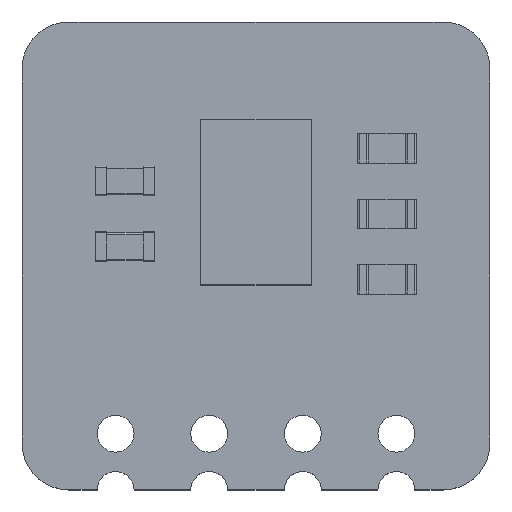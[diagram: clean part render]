
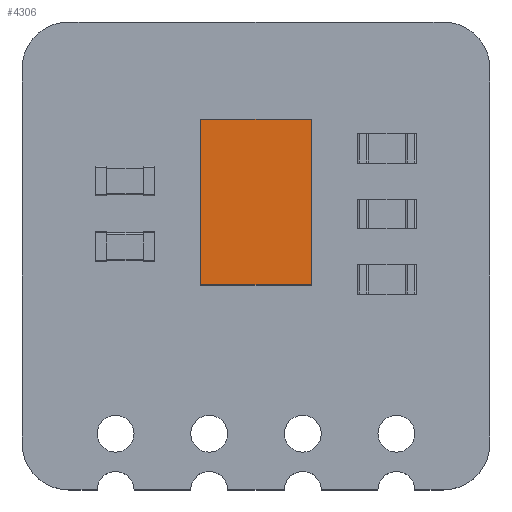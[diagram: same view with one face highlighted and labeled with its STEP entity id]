
A CAD part, top view. The second image highlights one B-rep face of the part: STEP entity #4306.
In plain terms, the highlighted face is planar.
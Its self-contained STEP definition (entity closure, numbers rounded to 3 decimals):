
#3997 = VERTEX_POINT('',#3998);
#3998 = CARTESIAN_POINT('',(-2.25,1.,-1.5));
#4007 = PLANE('',#4008);
#4008 = AXIS2_PLACEMENT_3D('',#4009,#4010,#4011);
#4009 = CARTESIAN_POINT('',(-2.25,1.,1.5));
#4010 = DIRECTION('',(1.,0.,0.));
#4011 = DIRECTION('',(0.,0.,-1.));
#4019 = PLANE('',#4020);
#4020 = AXIS2_PLACEMENT_3D('',#4021,#4022,#4023);
#4021 = CARTESIAN_POINT('',(2.25,1.,-1.5));
#4022 = DIRECTION('',(0.,0.,1.));
#4023 = DIRECTION('',(1.,0.,0.));
#4031 = EDGE_CURVE('',#3997,#4032,#4034,.T.);
#4032 = VERTEX_POINT('',#4033);
#4033 = CARTESIAN_POINT('',(-2.25,1.,1.5));
#4034 = SURFACE_CURVE('',#4035,(#4039,#4046),.PCURVE_S1.);
#4035 = LINE('',#4036,#4037);
#4036 = CARTESIAN_POINT('',(-2.25,1.,1.5));
#4037 = VECTOR('',#4038,1.);
#4038 = DIRECTION('',(0.,0.,1.));
#4039 = PCURVE('',#4007,#4040);
#4040 = DEFINITIONAL_REPRESENTATION('',(#4041),#4045);
#4041 = LINE('',#4042,#4043);
#4042 = CARTESIAN_POINT('',(0.,0.));
#4043 = VECTOR('',#4044,1.);
#4044 = DIRECTION('',(-1.,0.));
#4045 = ( GEOMETRIC_REPRESENTATION_CONTEXT(2) 
PARAMETRIC_REPRESENTATION_CONTEXT() REPRESENTATION_CONTEXT('2D SPACE',''
  ) );
#4046 = PCURVE('',#4047,#4052);
#4047 = PLANE('',#4048);
#4048 = AXIS2_PLACEMENT_3D('',#4049,#4050,#4051);
#4049 = CARTESIAN_POINT('',(0.,1.,0.));
#4050 = DIRECTION('',(0.,1.,0.));
#4051 = DIRECTION('',(0.,0.,1.));
#4052 = DEFINITIONAL_REPRESENTATION('',(#4053),#4057);
#4053 = LINE('',#4054,#4055);
#4054 = CARTESIAN_POINT('',(1.5,-2.25));
#4055 = VECTOR('',#4056,1.);
#4056 = DIRECTION('',(1.,0.));
#4057 = ( GEOMETRIC_REPRESENTATION_CONTEXT(2) 
PARAMETRIC_REPRESENTATION_CONTEXT() REPRESENTATION_CONTEXT('2D SPACE',''
  ) );
#4075 = PLANE('',#4076);
#4076 = AXIS2_PLACEMENT_3D('',#4077,#4078,#4079);
#4077 = CARTESIAN_POINT('',(2.25,1.,1.5));
#4078 = DIRECTION('',(0.,0.,-1.));
#4079 = DIRECTION('',(-1.,0.,0.));
#4117 = EDGE_CURVE('',#4032,#4118,#4120,.T.);
#4118 = VERTEX_POINT('',#4119);
#4119 = CARTESIAN_POINT('',(2.25,1.,1.5));
#4120 = SURFACE_CURVE('',#4121,(#4125,#4132),.PCURVE_S1.);
#4121 = LINE('',#4122,#4123);
#4122 = CARTESIAN_POINT('',(2.25,1.,1.5));
#4123 = VECTOR('',#4124,1.);
#4124 = DIRECTION('',(1.,0.,0.));
#4125 = PCURVE('',#4075,#4126);
#4126 = DEFINITIONAL_REPRESENTATION('',(#4127),#4131);
#4127 = LINE('',#4128,#4129);
#4128 = CARTESIAN_POINT('',(0.,0.));
#4129 = VECTOR('',#4130,1.);
#4130 = DIRECTION('',(-1.,0.));
#4131 = ( GEOMETRIC_REPRESENTATION_CONTEXT(2) 
PARAMETRIC_REPRESENTATION_CONTEXT() REPRESENTATION_CONTEXT('2D SPACE',''
  ) );
#4132 = PCURVE('',#4047,#4133);
#4133 = DEFINITIONAL_REPRESENTATION('',(#4134),#4138);
#4134 = LINE('',#4135,#4136);
#4135 = CARTESIAN_POINT('',(1.5,2.25));
#4136 = VECTOR('',#4137,1.);
#4137 = DIRECTION('',(0.,1.));
#4138 = ( GEOMETRIC_REPRESENTATION_CONTEXT(2) 
PARAMETRIC_REPRESENTATION_CONTEXT() REPRESENTATION_CONTEXT('2D SPACE',''
  ) );
#4156 = PLANE('',#4157);
#4157 = AXIS2_PLACEMENT_3D('',#4158,#4159,#4160);
#4158 = CARTESIAN_POINT('',(2.25,1.,1.5));
#4159 = DIRECTION('',(-1.,0.,0.));
#4160 = DIRECTION('',(0.,0.,1.));
#4193 = EDGE_CURVE('',#4118,#4194,#4196,.T.);
#4194 = VERTEX_POINT('',#4195);
#4195 = CARTESIAN_POINT('',(2.25,1.,-1.5));
#4196 = SURFACE_CURVE('',#4197,(#4201,#4208),.PCURVE_S1.);
#4197 = LINE('',#4198,#4199);
#4198 = CARTESIAN_POINT('',(2.25,1.,1.5));
#4199 = VECTOR('',#4200,1.);
#4200 = DIRECTION('',(0.,0.,-1.));
#4201 = PCURVE('',#4156,#4202);
#4202 = DEFINITIONAL_REPRESENTATION('',(#4203),#4207);
#4203 = LINE('',#4204,#4205);
#4204 = CARTESIAN_POINT('',(0.,0.));
#4205 = VECTOR('',#4206,1.);
#4206 = DIRECTION('',(-1.,0.));
#4207 = ( GEOMETRIC_REPRESENTATION_CONTEXT(2) 
PARAMETRIC_REPRESENTATION_CONTEXT() REPRESENTATION_CONTEXT('2D SPACE',''
  ) );
#4208 = PCURVE('',#4047,#4209);
#4209 = DEFINITIONAL_REPRESENTATION('',(#4210),#4214);
#4210 = LINE('',#4211,#4212);
#4211 = CARTESIAN_POINT('',(1.5,2.25));
#4212 = VECTOR('',#4213,1.);
#4213 = DIRECTION('',(-1.,0.));
#4214 = ( GEOMETRIC_REPRESENTATION_CONTEXT(2) 
PARAMETRIC_REPRESENTATION_CONTEXT() REPRESENTATION_CONTEXT('2D SPACE',''
  ) );
#4285 = EDGE_CURVE('',#4194,#3997,#4286,.T.);
#4286 = SURFACE_CURVE('',#4287,(#4291,#4298),.PCURVE_S1.);
#4287 = LINE('',#4288,#4289);
#4288 = CARTESIAN_POINT('',(2.25,1.,-1.5));
#4289 = VECTOR('',#4290,1.);
#4290 = DIRECTION('',(-1.,0.,0.));
#4291 = PCURVE('',#4019,#4292);
#4292 = DEFINITIONAL_REPRESENTATION('',(#4293),#4297);
#4293 = LINE('',#4294,#4295);
#4294 = CARTESIAN_POINT('',(0.,0.));
#4295 = VECTOR('',#4296,1.);
#4296 = DIRECTION('',(-1.,0.));
#4297 = ( GEOMETRIC_REPRESENTATION_CONTEXT(2) 
PARAMETRIC_REPRESENTATION_CONTEXT() REPRESENTATION_CONTEXT('2D SPACE',''
  ) );
#4298 = PCURVE('',#4047,#4299);
#4299 = DEFINITIONAL_REPRESENTATION('',(#4300),#4304);
#4300 = LINE('',#4301,#4302);
#4301 = CARTESIAN_POINT('',(-1.5,2.25));
#4302 = VECTOR('',#4303,1.);
#4303 = DIRECTION('',(0.,-1.));
#4304 = ( GEOMETRIC_REPRESENTATION_CONTEXT(2) 
PARAMETRIC_REPRESENTATION_CONTEXT() REPRESENTATION_CONTEXT('2D SPACE',''
  ) );
#4306 = ADVANCED_FACE('',(#4307),#4047,.T.);
#4307 = FACE_BOUND('',#4308,.T.);
#4308 = EDGE_LOOP('',(#4309,#4310,#4311,#4312));
#4309 = ORIENTED_EDGE('',*,*,#4031,.T.);
#4310 = ORIENTED_EDGE('',*,*,#4117,.T.);
#4311 = ORIENTED_EDGE('',*,*,#4193,.T.);
#4312 = ORIENTED_EDGE('',*,*,#4285,.T.);
